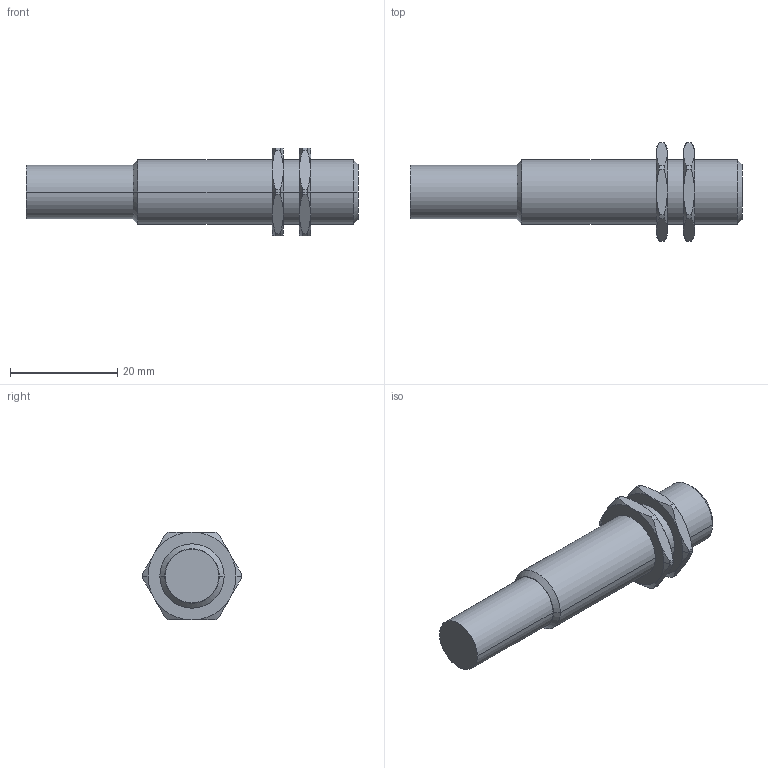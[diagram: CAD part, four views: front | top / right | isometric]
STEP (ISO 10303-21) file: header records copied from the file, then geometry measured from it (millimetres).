
FILE_DESCRIPTION(('STEP AP242'),'1');
FILE_NAME('sensor_xs512blpam12.stp','2021-06-01T19:06:23',('TraceParts'),('TraceParts S.A.'),'Spatial InterOp 3D',' ',' ');
FILE_SCHEMA(('AP242_MANAGED_MODEL_BASED_3D_ENGINEERING_MIM_LF {1 0 10303 442 1 1 4}'));
Length unit declared in the file: millimetre
Products named in the file (1): sensor_xs512blpam12_1
Bounding box: 62 x 18.48 x 16.43 mm (x, y, z)
Volume: 6845.9 mm3; surface area: 3264.5 mm2
Topology: 3 solids, 3 shells, 87 faces, 196 edges, 116 vertices
Faces by surface type: cone 44, cylinder 24, plane 19
Entity records: 2489 total; most frequent: CARTESIAN_POINT 594, DIRECTION 420, ORIENTED_EDGE 392, EDGE_CURVE 196, AXIS2_PLACEMENT_3D 182, VERTEX_POINT 116, EDGE_LOOP 92, CIRCLE 92
